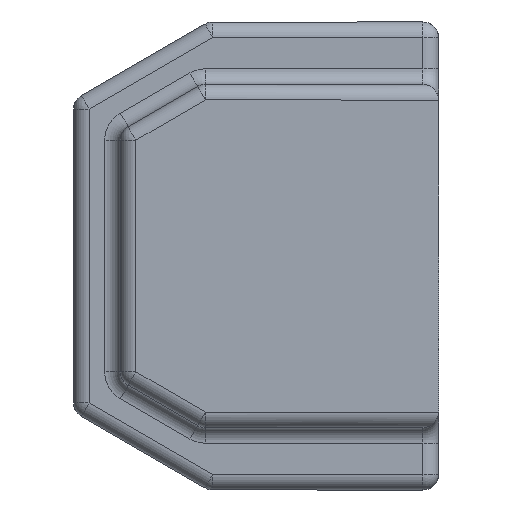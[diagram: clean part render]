
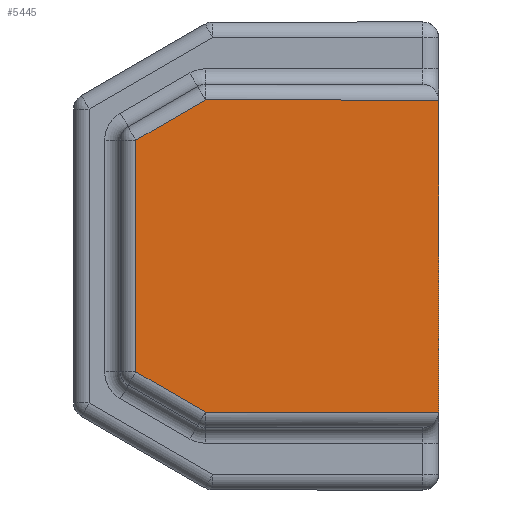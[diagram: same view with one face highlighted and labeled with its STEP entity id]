
A CAD part, left-side view. The second image highlights one B-rep face of the part: STEP entity #5445.
In plain terms, the highlighted planar face has unit normal (-1, 0, 0).
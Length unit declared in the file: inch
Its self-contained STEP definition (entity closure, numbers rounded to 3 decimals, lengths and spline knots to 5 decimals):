
#42 = CARTESIAN_POINT ( 'NONE',  ( -2.3, 2.20564, 0.0866 ) ) ;
#414 = ORIENTED_EDGE ( 'NONE', *, *, #1560, .T. ) ;
#542 = CARTESIAN_POINT ( 'NONE',  ( -2.3, 0.77, -0.8 ) ) ;
#549 = DIRECTION ( 'NONE',  ( 0., 0., -1. ) ) ;
#588 = ORIENTED_EDGE ( 'NONE', *, *, #6632, .T. ) ;
#894 = DIRECTION ( 'NONE',  ( 0., 1., 0. ) ) ;
#1020 = CARTESIAN_POINT ( 'NONE',  ( -2.3, -1.17, -1. ) ) ;
#1050 = ORIENTED_EDGE ( 'NONE', *, *, #3687, .F. ) ;
#1068 = CARTESIAN_POINT ( 'NONE',  ( -2.3, 2.25564, 0. ) ) ;
#1088 = DIRECTION ( 'NONE',  ( 0., 0., -1. ) ) ;
#1155 = CARTESIAN_POINT ( 'NONE',  ( -2.3, 0.77, -0.74226 ) ) ;
#1231 = LINE ( 'NONE', #42, #6813 ) ;
#1297 = DIRECTION ( 'NONE',  ( 0., 0.866, -0.5 ) ) ;
#1428 = VECTOR ( 'NONE', #1088, 39.37008 ) ;
#1560 = EDGE_CURVE ( 'NONE', #3411, #1935, #1754, .T. ) ;
#1736 = AXIS2_PLACEMENT_3D ( 'NONE', #1068, #3777, #549 ) ;
#1754 = LINE ( 'NONE', #5519, #3015 ) ;
#1762 = VECTOR ( 'NONE', #894, 39.37008 ) ;
#1935 = VERTEX_POINT ( 'NONE', #1020 ) ;
#2022 = EDGE_CURVE ( 'NONE', #2382, #4098, #2308, .T. ) ;
#2087 = VERTEX_POINT ( 'NONE', #5763 ) ;
#2096 = VECTOR ( 'NONE', #1297, 39.37008 ) ;
#2248 = CARTESIAN_POINT ( 'NONE',  ( -2.3, -1.17, 1.1 ) ) ;
#2308 = LINE ( 'NONE', #542, #1428 ) ;
#2382 = VERTEX_POINT ( 'NONE', #3878 ) ;
#2478 = CARTESIAN_POINT ( 'NONE',  ( -2.3, 2.25564, 1. ) ) ;
#2656 = FACE_OUTER_BOUND ( 'NONE', #2948, .T. ) ;
#2863 = DIRECTION ( 'NONE',  ( 0., -1., 0. ) ) ;
#2874 = CARTESIAN_POINT ( 'NONE',  ( -2.3, 0.82, 0.7134 ) ) ;
#2948 = EDGE_LOOP ( 'NONE', ( #1050, #3284, #588, #3675, #5830, #414 ) ) ;
#3015 = VECTOR ( 'NONE', #2863, 39.37008 ) ;
#3220 = CARTESIAN_POINT ( 'NONE',  ( -2.3, 0.32359, 1. ) ) ;
#3284 = ORIENTED_EDGE ( 'NONE', *, *, #4600, .T. ) ;
#3322 = VECTOR ( 'NONE', #5503, 39.37008 ) ;
#3411 = VERTEX_POINT ( 'NONE', #5194 ) ;
#3675 = ORIENTED_EDGE ( 'NONE', *, *, #2022, .T. ) ;
#3687 = EDGE_CURVE ( 'NONE', #2087, #1935, #6192, .T. ) ;
#3713 = LINE ( 'NONE', #2874, #2096 ) ;
#3777 = DIRECTION ( 'NONE',  ( 1., 0., 0. ) ) ;
#3878 = CARTESIAN_POINT ( 'NONE',  ( -2.3, 0.77, 0.74226 ) ) ;
#4098 = VERTEX_POINT ( 'NONE', #1155 ) ;
#4600 = EDGE_CURVE ( 'NONE', #2087, #4794, #6059, .T. ) ;
#4794 = VERTEX_POINT ( 'NONE', #3220 ) ;
#5194 = CARTESIAN_POINT ( 'NONE',  ( -2.3, 0.32359, -1. ) ) ;
#5445 = ADVANCED_FACE ( 'NONE', ( #2656 ), #5927, .F. ) ;
#5503 = DIRECTION ( 'NONE',  ( 0., 0., -1. ) ) ;
#5519 = CARTESIAN_POINT ( 'NONE',  ( -2.3, 2.25564, -1. ) ) ;
#5763 = CARTESIAN_POINT ( 'NONE',  ( -2.3, -1.17, 1. ) ) ;
#5807 = EDGE_CURVE ( 'NONE', #4098, #3411, #1231, .T. ) ;
#5830 = ORIENTED_EDGE ( 'NONE', *, *, #5807, .T. ) ;
#5927 = PLANE ( 'NONE',  #1736 ) ;
#5978 = DIRECTION ( 'NONE',  ( 0., -0.866, -0.5 ) ) ;
#6059 = LINE ( 'NONE', #2478, #1762 ) ;
#6192 = LINE ( 'NONE', #2248, #3322 ) ;
#6632 = EDGE_CURVE ( 'NONE', #4794, #2382, #3713, .T. ) ;
#6813 = VECTOR ( 'NONE', #5978, 39.37008 ) ;
